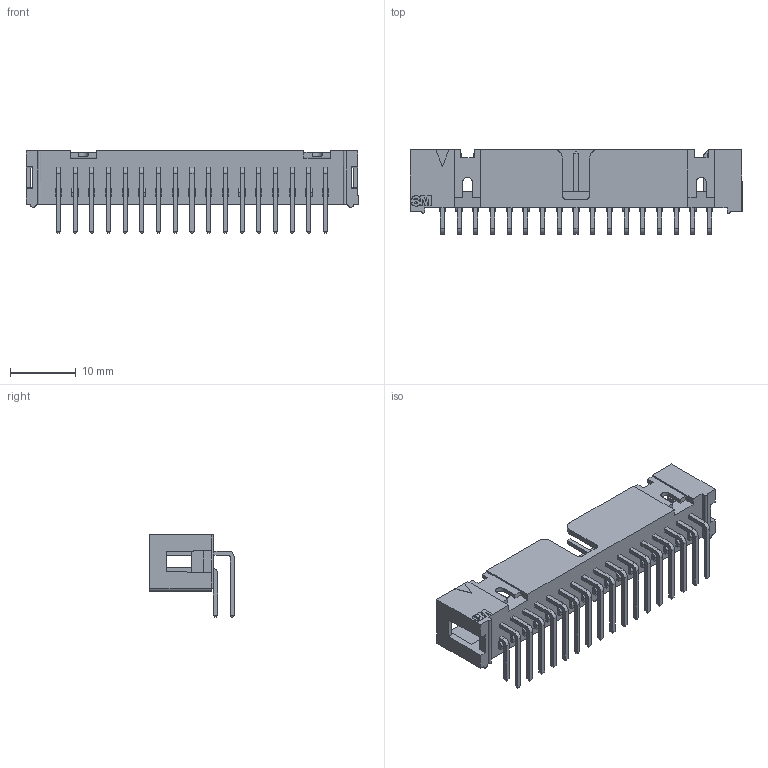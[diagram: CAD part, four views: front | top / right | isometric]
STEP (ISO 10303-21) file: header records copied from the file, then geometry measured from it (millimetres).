
FILE_DESCRIPTION((''),'2;1');
FILE_NAME('3M_N2534-5002RB.stp','2010-03-09T13:05:55',(''),(''),'Mechanical Desktop 2010','Mechanical Desktop 2010',', , ');
FILE_SCHEMA(('AUTOMOTIVE_DESIGN { 1 2 10303 214 1 1 1 1 }'));
Length unit declared in the file: millimetre
Products named in the file (1): Product
Bounding box: 50.5 x 12.85 x 12.62 mm (x, y, z)
Volume: 1691.5 mm3; surface area: 4004.3 mm2
Topology: 86 solids, 86 shells, 1054 faces, 2394 edges, 1506 vertices
Faces by surface type: plane 940, cylinder 110, bspline 4
Entity records: 29309 total; most frequent: CARTESIAN_POINT 6425, ORIENTED_EDGE 4788, DIRECTION 4246, EDGE_CURVE 2394, VECTOR 1804, LINE 1804, VERTEX_POINT 1506, AXIS2_PLACEMENT_3D 1221
